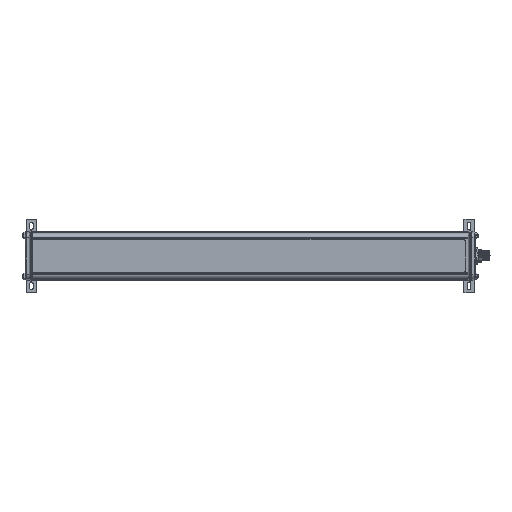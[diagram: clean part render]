
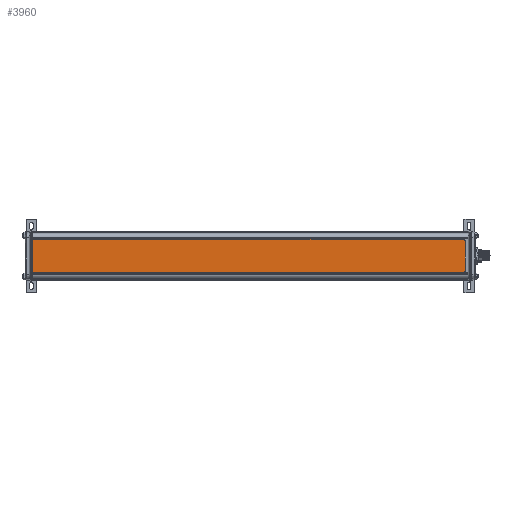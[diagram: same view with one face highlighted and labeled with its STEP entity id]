
A CAD part, top view. The second image highlights one B-rep face of the part: STEP entity #3960.
In plain terms, the highlighted planar face has unit normal (0, 0, 1).
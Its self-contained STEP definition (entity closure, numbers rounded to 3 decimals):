
#154 = FACE_OUTER_BOUND ( 'NONE', #8839, .T. ) ;
#1159 = EDGE_CURVE ( 'Defeatured_0_390+Defeatured_0_383+Defeatured_0_382+Defeatured_0_384', #24177, #1907, #30952, .T. ) ;
#1216 = ORIENTED_EDGE ( 'NONE', *, *, #14113, .T. ) ;
#1285 = VERTEX_POINT ( 'NONE', #25498 ) ;
#1907 = VERTEX_POINT ( 'NONE', #18525 ) ;
#2027 = VECTOR ( 'NONE', #33110, 1000. ) ;
#2191 = DIRECTION ( 'NONE',  ( 0., 0., 1. ) ) ;
#2996 = ORIENTED_EDGE ( 'NONE', *, *, #36297, .T. ) ;
#3668 = AXIS2_PLACEMENT_3D ( 'NONE', #33905, #2191, #36323 ) ;
#3960 = ADVANCED_FACE ( 'Defeatured_0_390', ( #154 ), #10590, .T. ) ;
#4855 = CARTESIAN_POINT ( 'NONE',  ( -512.624, -14.992, 41.918 ) ) ;
#7010 = DIRECTION ( 'NONE',  ( 0., 0., 1. ) ) ;
#8679 = CARTESIAN_POINT ( 'NONE',  ( -7.613, 24.008, 41.937 ) ) ;
#8839 = EDGE_LOOP ( 'NONE', ( #20272, #36712, #1216, #10409, #10994, #2996, #12997, #28908 ) ) ;
#9025 = EDGE_CURVE ( 'Defeatured_0_390+Defeatured_0_382+Defeatured_0_389+Defeatured_0_383', #35750, #24177, #34027, .T. ) ;
#9654 = EDGE_CURVE ( 'Defeatured_0_390+Defeatured_0_385+Defeatured_0_384+Defeatured_0_386', #1285, #33481, #19552, .T. ) ;
#10409 = ORIENTED_EDGE ( 'NONE', *, *, #9654, .T. ) ;
#10590 = PLANE ( 'NONE',  #29596 ) ;
#10708 = CIRCLE ( 'NONE', #3668, 2.54 ) ;
#10994 = ORIENTED_EDGE ( 'NONE', *, *, #12947, .T. ) ;
#11562 = AXIS2_PLACEMENT_3D ( 'NONE', #18749, #7010, #33039 ) ;
#11613 = CARTESIAN_POINT ( 'NONE',  ( -5.073, 21.468, 41.937 ) ) ;
#12947 = EDGE_CURVE ( 'Defeatured_0_390+Defeatured_0_386+Defeatured_0_385+Defeatured_0_387', #33481, #25278, #34904, .T. ) ;
#12997 = ORIENTED_EDGE ( 'NONE', *, *, #33746, .T. ) ;
#13589 = VERTEX_POINT ( 'NONE', #22450 ) ;
#14113 = EDGE_CURVE ( 'Defeatured_0_390+Defeatured_0_384+Defeatured_0_383+Defeatured_0_385', #1907, #1285, #30800, .T. ) ;
#14135 = DIRECTION ( 'NONE',  ( 0., -1., 0. ) ) ;
#15587 = CARTESIAN_POINT ( 'NONE',  ( -512.624, -14.992, 41.918 ) ) ;
#15680 = CARTESIAN_POINT ( 'NONE',  ( -512.624, 21.468, 41.918 ) ) ;
#15785 = CARTESIAN_POINT ( 'NONE',  ( -515.164, -12.452, 41.918 ) ) ;
#16047 = DIRECTION ( 'NONE',  ( 0., 0., 1. ) ) ;
#16120 = DIRECTION ( 'NONE',  ( 0., 0., 1. ) ) ;
#17132 = AXIS2_PLACEMENT_3D ( 'NONE', #15680, #16047, #27630 ) ;
#18525 = CARTESIAN_POINT ( 'NONE',  ( -512.624, 24.008, 41.918 ) ) ;
#18749 = CARTESIAN_POINT ( 'NONE',  ( -512.624, -12.452, 41.918 ) ) ;
#18809 = LINE ( 'NONE', #26238, #36905 ) ;
#19552 = LINE ( 'NONE', #21321, #34494 ) ;
#20272 = ORIENTED_EDGE ( 'NONE', *, *, #9025, .T. ) ;
#21321 = CARTESIAN_POINT ( 'NONE',  ( -515.164, 21.468, 41.918 ) ) ;
#22053 = DIRECTION ( 'NONE',  ( 0., -1., 0. ) ) ;
#22450 = CARTESIAN_POINT ( 'NONE',  ( -5.073, -12.452, 41.937 ) ) ;
#22787 = CARTESIAN_POINT ( 'NONE',  ( -7.613, 21.468, 41.937 ) ) ;
#23043 = DIRECTION ( 'NONE',  ( 0., 0., 1. ) ) ;
#24177 = VERTEX_POINT ( 'NONE', #8679 ) ;
#24830 = DIRECTION ( 'NONE',  ( 1., 0., 0. ) ) ;
#24885 = CARTESIAN_POINT ( 'NONE',  ( -512.624, 24.008, 41.918 ) ) ;
#25278 = VERTEX_POINT ( 'NONE', #15587 ) ;
#25498 = CARTESIAN_POINT ( 'NONE',  ( -515.164, 21.468, 41.918 ) ) ;
#26238 = CARTESIAN_POINT ( 'NONE',  ( -5.073, 21.468, 41.937 ) ) ;
#26636 = VECTOR ( 'NONE', #24830, 1000. ) ;
#27538 = LINE ( 'NONE', #4855, #26636 ) ;
#27630 = DIRECTION ( 'NONE',  ( 0., -1., 0. ) ) ;
#28506 = CARTESIAN_POINT ( 'NONE',  ( -7.613, -14.992, 41.937 ) ) ;
#28908 = ORIENTED_EDGE ( 'NONE', *, *, #32866, .T. ) ;
#29596 = AXIS2_PLACEMENT_3D ( 'NONE', #22787, #23043, #14135 ) ;
#30611 = DIRECTION ( 'NONE',  ( 0., -1., 0. ) ) ;
#30800 = CIRCLE ( 'NONE', #17132, 2.54 ) ;
#30952 = LINE ( 'NONE', #24885, #2027 ) ;
#32625 = VERTEX_POINT ( 'NONE', #28506 ) ;
#32866 = EDGE_CURVE ( 'Defeatured_0_390+Defeatured_0_389+Defeatured_0_388+Defeatured_0_382', #13589, #35750, #18809, .T. ) ;
#33039 = DIRECTION ( 'NONE',  ( 0., 1., 0. ) ) ;
#33110 = DIRECTION ( 'NONE',  ( -1., 0., 0. ) ) ;
#33481 = VERTEX_POINT ( 'NONE', #15785 ) ;
#33746 = EDGE_CURVE ( 'Defeatured_0_390+Defeatured_0_388+Defeatured_0_387+Defeatured_0_389', #32625, #13589, #10708, .T. ) ;
#33905 = CARTESIAN_POINT ( 'NONE',  ( -7.613, -12.452, 41.937 ) ) ;
#34027 = CIRCLE ( 'NONE', #34940, 2.54 ) ;
#34494 = VECTOR ( 'NONE', #22053, 1000. ) ;
#34904 = CIRCLE ( 'NONE', #11562, 2.54 ) ;
#34940 = AXIS2_PLACEMENT_3D ( 'NONE', #36411, #16120, #30611 ) ;
#35750 = VERTEX_POINT ( 'NONE', #11613 ) ;
#36297 = EDGE_CURVE ( 'Defeatured_0_390+Defeatured_0_387+Defeatured_0_386+Defeatured_0_388', #25278, #32625, #27538, .T. ) ;
#36323 = DIRECTION ( 'NONE',  ( 0., -1., 0. ) ) ;
#36411 = CARTESIAN_POINT ( 'NONE',  ( -7.613, 21.468, 41.937 ) ) ;
#36712 = ORIENTED_EDGE ( 'NONE', *, *, #1159, .T. ) ;
#36905 = VECTOR ( 'NONE', #37476, 1000. ) ;
#37476 = DIRECTION ( 'NONE',  ( 0., 1., 0. ) ) ;
